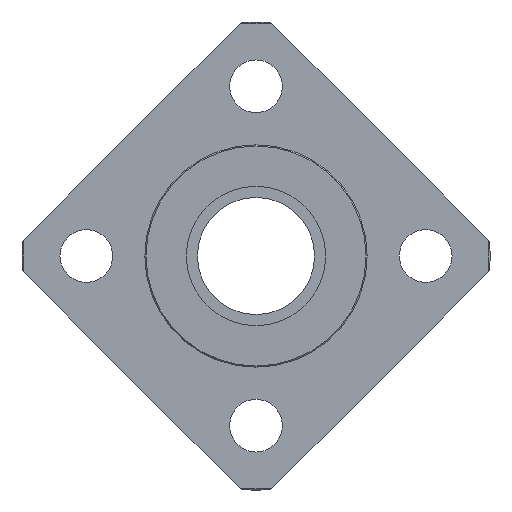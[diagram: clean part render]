
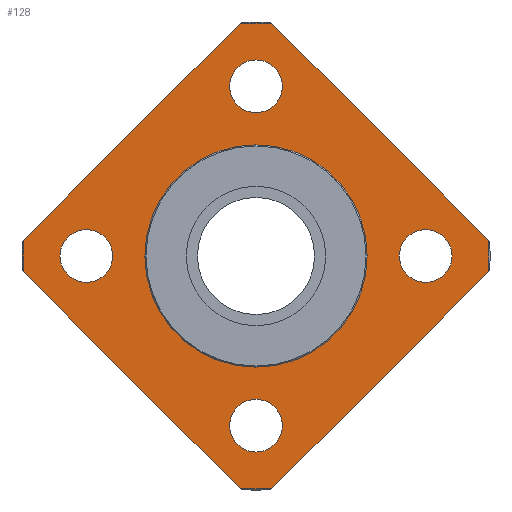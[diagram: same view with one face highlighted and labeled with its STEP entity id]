
A CAD part, left-side view. The second image highlights one B-rep face of the part: STEP entity #128.
In plain terms, the highlighted planar face has unit normal (-1, 0, 0).
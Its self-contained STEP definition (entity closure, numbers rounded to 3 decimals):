
#128 = ADVANCED_FACE( '', ( #281, #282, #283, #284, #285, #286 ), #287, .T. );
#281 = FACE_BOUND( '', #467, .T. );
#282 = FACE_BOUND( '', #468, .T. );
#283 = FACE_BOUND( '', #469, .T. );
#284 = FACE_OUTER_BOUND( '', #470, .T. );
#285 = FACE_BOUND( '', #471, .T. );
#286 = FACE_BOUND( '', #472, .T. );
#287 = PLANE( '', #473 );
#467 = EDGE_LOOP( '', ( #716 ) );
#468 = EDGE_LOOP( '', ( #717 ) );
#469 = EDGE_LOOP( '', ( #718 ) );
#470 = EDGE_LOOP( '', ( #719, #720, #721, #722, #723, #724, #725, #726 ) );
#471 = EDGE_LOOP( '', ( #727 ) );
#472 = EDGE_LOOP( '', ( #728 ) );
#473 = AXIS2_PLACEMENT_3D( '', #729, #730, #731 );
#716 = ORIENTED_EDGE( '', *, *, #988, .T. );
#717 = ORIENTED_EDGE( '', *, *, #989, .T. );
#718 = ORIENTED_EDGE( '', *, *, #971, .T. );
#719 = ORIENTED_EDGE( '', *, *, #967, .F. );
#720 = ORIENTED_EDGE( '', *, *, #953, .F. );
#721 = ORIENTED_EDGE( '', *, *, #990, .F. );
#722 = ORIENTED_EDGE( '', *, *, #991, .F. );
#723 = ORIENTED_EDGE( '', *, *, #992, .F. );
#724 = ORIENTED_EDGE( '', *, *, #993, .F. );
#725 = ORIENTED_EDGE( '', *, *, #994, .F. );
#726 = ORIENTED_EDGE( '', *, *, #937, .F. );
#727 = ORIENTED_EDGE( '', *, *, #979, .T. );
#728 = ORIENTED_EDGE( '', *, *, #995, .T. );
#729 = CARTESIAN_POINT( '', ( 6., 19.9, 0. ) );
#730 = DIRECTION( '', ( -1., 0., 0. ) );
#731 = DIRECTION( '', ( 0., 0., 1. ) );
#937 = EDGE_CURVE( '', #1078, #1080, #1081, .T. );
#953 = EDGE_CURVE( '', #1105, #1107, #1108, .T. );
#967 = EDGE_CURVE( '', #1107, #1078, #1130, .T. );
#971 = EDGE_CURVE( '', #1135, #1135, #1136, .T. );
#979 = EDGE_CURVE( '', #1148, #1148, #1149, .T. );
#988 = EDGE_CURVE( '', #1160, #1160, #1161, .T. );
#989 = EDGE_CURVE( '', #1162, #1162, #1163, .F. );
#990 = EDGE_CURVE( '', #1164, #1105, #1165, .T. );
#991 = EDGE_CURVE( '', #1166, #1164, #1167, .T. );
#992 = EDGE_CURVE( '', #1168, #1166, #1169, .T. );
#993 = EDGE_CURVE( '', #1170, #1168, #1171, .T. );
#994 = EDGE_CURVE( '', #1080, #1170, #1172, .T. );
#995 = EDGE_CURVE( '', #1173, #1173, #1174, .T. );
#1078 = VERTEX_POINT( '', #1282 );
#1080 = VERTEX_POINT( '', #1287 );
#1081 = LINE( '', #1288, #1289 );
#1105 = VERTEX_POINT( '', #1322 );
#1107 = VERTEX_POINT( '', #1327 );
#1108 = LINE( '', #1328, #1329 );
#1130 = CIRCLE( '', #1358, 19.9 );
#1135 = VERTEX_POINT( '', #1363 );
#1136 = CIRCLE( '', #1364, 2.25 );
#1148 = VERTEX_POINT( '', #1376 );
#1149 = CIRCLE( '', #1377, 2.25 );
#1160 = VERTEX_POINT( '', #1395 );
#1161 = CIRCLE( '', #1396, 9.486 );
#1162 = VERTEX_POINT( '', #1397 );
#1163 = CIRCLE( '', #1398, 2.25 );
#1164 = VERTEX_POINT( '', #1399 );
#1165 = CIRCLE( '', #1400, 19.9 );
#1166 = VERTEX_POINT( '', #1401 );
#1167 = LINE( '', #1402, #1403 );
#1168 = VERTEX_POINT( '', #1404 );
#1169 = CIRCLE( '', #1405, 19.9 );
#1170 = VERTEX_POINT( '', #1406 );
#1171 = LINE( '', #1407, #1408 );
#1172 = CIRCLE( '', #1409, 19.9 );
#1173 = VERTEX_POINT( '', #1410 );
#1174 = CIRCLE( '', #1411, 2.25 );
#1282 = CARTESIAN_POINT( '', ( 6., 19.853, 1.36 ) );
#1287 = CARTESIAN_POINT( '', ( 6., 1.36, 19.853 ) );
#1288 = CARTESIAN_POINT( '', ( 6., 20.557, 0.657 ) );
#1289 = VECTOR( '', #1513, 1000. );
#1322 = CARTESIAN_POINT( '', ( 6., 1.36, -19.853 ) );
#1327 = CARTESIAN_POINT( '', ( 6., 19.853, -1.36 ) );
#1328 = CARTESIAN_POINT( '', ( 6., 20.557, -0.657 ) );
#1329 = VECTOR( '', #1532, 1000. );
#1358 = AXIS2_PLACEMENT_3D( '', #1555, #1556, #1557 );
#1363 = CARTESIAN_POINT( '', ( 6., 0., -16.75 ) );
#1364 = AXIS2_PLACEMENT_3D( '', #1564, #1565, #1566 );
#1376 = CARTESIAN_POINT( '', ( 6., -14.5, -2.25 ) );
#1377 = AXIS2_PLACEMENT_3D( '', #1579, #1580, #1581 );
#1395 = CARTESIAN_POINT( '', ( 6., 0., -9.486 ) );
#1396 = AXIS2_PLACEMENT_3D( '', #1589, #1590, #1591 );
#1397 = CARTESIAN_POINT( '', ( 6., 14.5, 2.25 ) );
#1398 = AXIS2_PLACEMENT_3D( '', #1592, #1593, #1594 );
#1399 = CARTESIAN_POINT( '', ( 6., -1.36, -19.853 ) );
#1400 = AXIS2_PLACEMENT_3D( '', #1595, #1596, #1597 );
#1401 = CARTESIAN_POINT( '', ( 6., -19.853, -1.36 ) );
#1402 = CARTESIAN_POINT( '', ( 6., -0.657, -20.557 ) );
#1403 = VECTOR( '', #1598, 1000. );
#1404 = CARTESIAN_POINT( '', ( 6., -19.853, 1.36 ) );
#1405 = AXIS2_PLACEMENT_3D( '', #1599, #1600, #1601 );
#1406 = CARTESIAN_POINT( '', ( 6., -1.36, 19.853 ) );
#1407 = CARTESIAN_POINT( '', ( 6., -0.657, 20.557 ) );
#1408 = VECTOR( '', #1602, 1000. );
#1409 = AXIS2_PLACEMENT_3D( '', #1603, #1604, #1605 );
#1410 = CARTESIAN_POINT( '', ( 6., 0., 12.25 ) );
#1411 = AXIS2_PLACEMENT_3D( '', #1606, #1607, #1608 );
#1513 = DIRECTION( '', ( 0., -0.707, 0.707 ) );
#1532 = DIRECTION( '', ( 0., 0.707, 0.707 ) );
#1555 = CARTESIAN_POINT( '', ( 6., 0., 0. ) );
#1556 = DIRECTION( '', ( 1., 0., 0. ) );
#1557 = DIRECTION( '', ( 0., 0., -1. ) );
#1564 = CARTESIAN_POINT( '', ( 6., 0., -14.5 ) );
#1565 = DIRECTION( '', ( 1., 0., 0. ) );
#1566 = DIRECTION( '', ( 0., 0., -1. ) );
#1579 = CARTESIAN_POINT( '', ( 6., -14.5, 0. ) );
#1580 = DIRECTION( '', ( 1., 0., 0. ) );
#1581 = DIRECTION( '', ( 0., 0., -1. ) );
#1589 = CARTESIAN_POINT( '', ( 6., 0., 0. ) );
#1590 = DIRECTION( '', ( 1., 0., 0. ) );
#1591 = DIRECTION( '', ( 0., 0., -1. ) );
#1592 = CARTESIAN_POINT( '', ( 6., 14.5, 0. ) );
#1593 = DIRECTION( '', ( -1., 0., 0. ) );
#1594 = DIRECTION( '', ( 0., 0., 1. ) );
#1595 = CARTESIAN_POINT( '', ( 6., 0., 0. ) );
#1596 = DIRECTION( '', ( 1., 0., 0. ) );
#1597 = DIRECTION( '', ( 0., 0., -1. ) );
#1598 = DIRECTION( '', ( 0., 0.707, -0.707 ) );
#1599 = CARTESIAN_POINT( '', ( 6., 0., 0. ) );
#1600 = DIRECTION( '', ( 1., 0., 0. ) );
#1601 = DIRECTION( '', ( 0., 0., -1. ) );
#1602 = DIRECTION( '', ( 0., -0.707, -0.707 ) );
#1603 = CARTESIAN_POINT( '', ( 6., 0., 0. ) );
#1604 = DIRECTION( '', ( 1., 0., 0. ) );
#1605 = DIRECTION( '', ( 0., 0., -1. ) );
#1606 = CARTESIAN_POINT( '', ( 6., 0., 14.5 ) );
#1607 = DIRECTION( '', ( 1., 0., 0. ) );
#1608 = DIRECTION( '', ( 0., 0., -1. ) );
